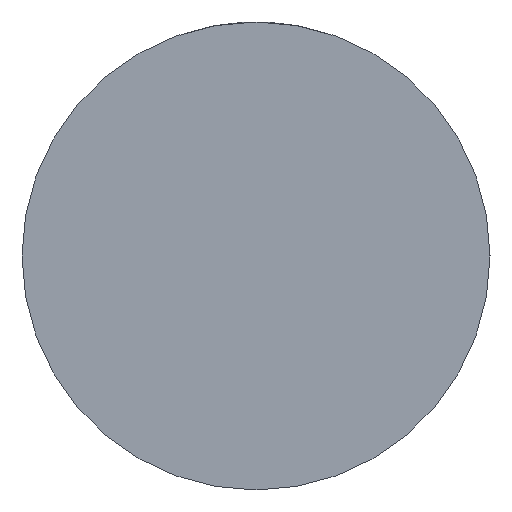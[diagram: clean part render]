
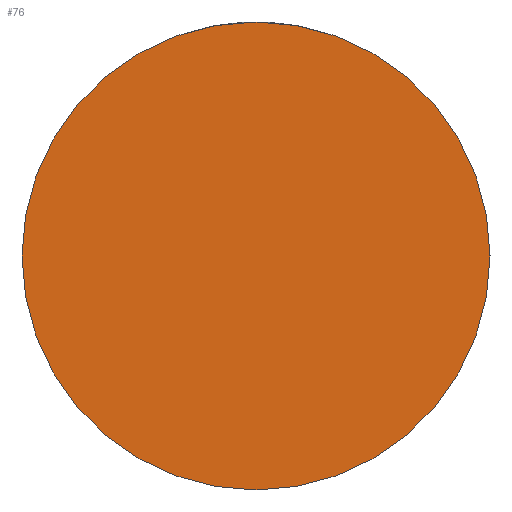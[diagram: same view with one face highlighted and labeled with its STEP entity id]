
A CAD part, left-side view. The second image highlights one B-rep face of the part: STEP entity #76.
In plain terms, the highlighted planar face has unit normal (-1, 0, 0).
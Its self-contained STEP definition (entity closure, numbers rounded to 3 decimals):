
#76 = ADVANCED_FACE( '', ( #163 ), #164, .F. );
#163 = FACE_OUTER_BOUND( '', #252, .T. );
#164 = PLANE( '', #253 );
#252 = EDGE_LOOP( '', ( #395 ) );
#253 = AXIS2_PLACEMENT_3D( '', #396, #397, #398 );
#395 = ORIENTED_EDGE( '', *, *, #472, .F. );
#396 = CARTESIAN_POINT( '', ( -800., 0., 0. ) );
#397 = DIRECTION( '', ( 1., 0., 0. ) );
#398 = DIRECTION( '', ( 0., 0., -1. ) );
#472 = EDGE_CURVE( '', #542, #542, #543, .T. );
#542 = VERTEX_POINT( '', #644 );
#543 = CIRCLE( '', #645, 15. );
#644 = CARTESIAN_POINT( '', ( -800., 0., -15. ) );
#645 = AXIS2_PLACEMENT_3D( '', #810, #811, #812 );
#810 = CARTESIAN_POINT( '', ( -800., 0., 0. ) );
#811 = DIRECTION( '', ( 1., 0., 0. ) );
#812 = DIRECTION( '', ( 0., 0., -1. ) );
